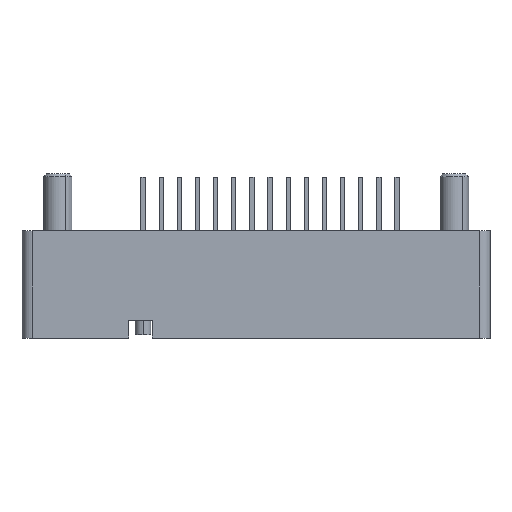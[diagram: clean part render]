
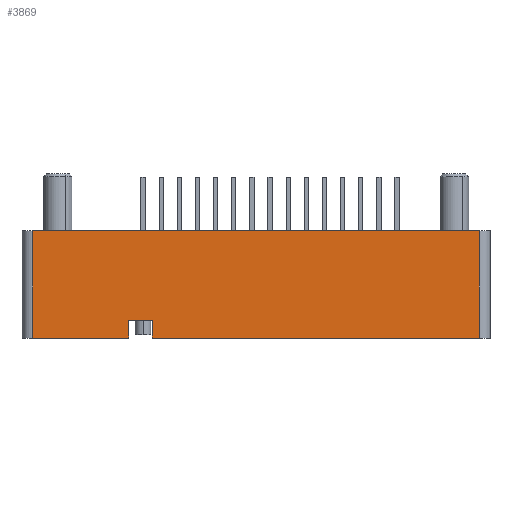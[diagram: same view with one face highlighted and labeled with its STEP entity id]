
A CAD part, top view. The second image highlights one B-rep face of the part: STEP entity #3869.
In plain terms, the highlighted face is planar.
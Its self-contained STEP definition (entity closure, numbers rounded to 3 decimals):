
#110 = DIRECTION ( 'NONE',  ( 0., 1., 0. ) ) ;
#180 = CARTESIAN_POINT ( 'NONE',  ( -31.25, 7.5, -5. ) ) ;
#216 = LINE ( 'NONE', #2095, #3150 ) ;
#288 = VERTEX_POINT ( 'NONE', #3463 ) ;
#343 = EDGE_CURVE ( 'NONE', #4464, #2955, #3208, .T. ) ;
#347 = CARTESIAN_POINT ( 'NONE',  ( 31.25, 7.5, -5. ) ) ;
#438 = DIRECTION ( 'NONE',  ( -1., 0., 0. ) ) ;
#583 = DIRECTION ( 'NONE',  ( 1., 0., 0. ) ) ;
#632 = VECTOR ( 'NONE', #3786, 1000. ) ;
#758 = DIRECTION ( 'NONE',  ( -1., 0., 0. ) ) ;
#906 = CARTESIAN_POINT ( 'NONE',  ( -31.25, -7.5, -5. ) ) ;
#1108 = VECTOR ( 'NONE', #2068, 1000. ) ;
#1296 = VERTEX_POINT ( 'NONE', #2030 ) ;
#1348 = VERTEX_POINT ( 'NONE', #1673 ) ;
#1363 = VECTOR ( 'NONE', #110, 1000. ) ;
#1379 = ORIENTED_EDGE ( 'NONE', *, *, #3542, .T. ) ;
#1548 = EDGE_CURVE ( 'NONE', #2834, #4464, #1745, .T. ) ;
#1621 = LINE ( 'NONE', #4148, #4522 ) ;
#1673 = CARTESIAN_POINT ( 'NONE',  ( 31.25, -7.5, -5. ) ) ;
#1732 = DIRECTION ( 'NONE',  ( -1., 0., 0. ) ) ;
#1745 = LINE ( 'NONE', #2713, #4352 ) ;
#1821 = FACE_OUTER_BOUND ( 'NONE', #4004, .T. ) ;
#1949 = DIRECTION ( 'NONE',  ( 0., -1., 0. ) ) ;
#2030 = CARTESIAN_POINT ( 'NONE',  ( -14.51, 5., -5. ) ) ;
#2050 = DIRECTION ( 'NONE',  ( 0., 1., 0. ) ) ;
#2068 = DIRECTION ( 'NONE',  ( -1., 0., 0. ) ) ;
#2088 = VECTOR ( 'NONE', #2050, 1000. ) ;
#2095 = CARTESIAN_POINT ( 'NONE',  ( -14.51, 5., -5. ) ) ;
#2157 = PLANE ( 'NONE',  #4015 ) ;
#2172 = VECTOR ( 'NONE', #1949, 1000. ) ;
#2189 = CARTESIAN_POINT ( 'NONE',  ( -17.81, 5., -5. ) ) ;
#2314 = CARTESIAN_POINT ( 'NONE',  ( 31.25, 7.5, -5. ) ) ;
#2405 = ORIENTED_EDGE ( 'NONE', *, *, #2707, .F. ) ;
#2588 = ORIENTED_EDGE ( 'NONE', *, *, #343, .F. ) ;
#2707 = EDGE_CURVE ( 'NONE', #4610, #288, #1621, .T. ) ;
#2713 = CARTESIAN_POINT ( 'NONE',  ( -31.25, 7.5, -5. ) ) ;
#2834 = VERTEX_POINT ( 'NONE', #4052 ) ;
#2856 = LINE ( 'NONE', #2314, #632 ) ;
#2877 = DIRECTION ( 'NONE',  ( 0., 0., 1. ) ) ;
#2896 = LINE ( 'NONE', #906, #1108 ) ;
#2910 = CARTESIAN_POINT ( 'NONE',  ( -31.25, 7.5, -5. ) ) ;
#2950 = ORIENTED_EDGE ( 'NONE', *, *, #3164, .T. ) ;
#2955 = VERTEX_POINT ( 'NONE', #4127 ) ;
#3150 = VECTOR ( 'NONE', #1732, 1000. ) ;
#3154 = CARTESIAN_POINT ( 'NONE',  ( -17.81, 5., -5. ) ) ;
#3164 = EDGE_CURVE ( 'NONE', #1296, #288, #4519, .T. ) ;
#3208 = LINE ( 'NONE', #4206, #2172 ) ;
#3463 = CARTESIAN_POINT ( 'NONE',  ( -14.51, 7.5, -5. ) ) ;
#3542 = EDGE_CURVE ( 'NONE', #4610, #1348, #2856, .T. ) ;
#3596 = EDGE_CURVE ( 'NONE', #4055, #2834, #4737, .T. ) ;
#3759 = ORIENTED_EDGE ( 'NONE', *, *, #4445, .T. ) ;
#3786 = DIRECTION ( 'NONE',  ( 0., -1., 0. ) ) ;
#3869 = ADVANCED_FACE ( 'NONE', ( #1821 ), #2157, .F. ) ;
#3912 = EDGE_CURVE ( 'NONE', #1296, #4055, #216, .T. ) ;
#3928 = CARTESIAN_POINT ( 'NONE',  ( -14.51, 5., -5. ) ) ;
#3973 = ORIENTED_EDGE ( 'NONE', *, *, #1548, .F. ) ;
#4004 = EDGE_LOOP ( 'NONE', ( #3973, #4807, #4128, #2950, #2405, #1379, #3759, #2588 ) ) ;
#4015 = AXIS2_PLACEMENT_3D ( 'NONE', #2910, #2877, #583 ) ;
#4052 = CARTESIAN_POINT ( 'NONE',  ( -17.81, 7.5, -5. ) ) ;
#4055 = VERTEX_POINT ( 'NONE', #2189 ) ;
#4127 = CARTESIAN_POINT ( 'NONE',  ( -31.25, -7.5, -5. ) ) ;
#4128 = ORIENTED_EDGE ( 'NONE', *, *, #3912, .F. ) ;
#4148 = CARTESIAN_POINT ( 'NONE',  ( -31.25, 7.5, -5. ) ) ;
#4206 = CARTESIAN_POINT ( 'NONE',  ( -31.25, 7.5, -5. ) ) ;
#4352 = VECTOR ( 'NONE', #438, 1000. ) ;
#4445 = EDGE_CURVE ( 'NONE', #1348, #2955, #2896, .T. ) ;
#4464 = VERTEX_POINT ( 'NONE', #180 ) ;
#4519 = LINE ( 'NONE', #3928, #2088 ) ;
#4522 = VECTOR ( 'NONE', #758, 1000. ) ;
#4610 = VERTEX_POINT ( 'NONE', #347 ) ;
#4737 = LINE ( 'NONE', #3154, #1363 ) ;
#4807 = ORIENTED_EDGE ( 'NONE', *, *, #3596, .F. ) ;
